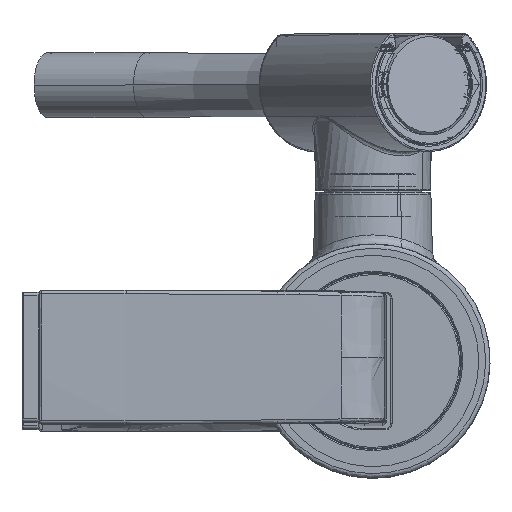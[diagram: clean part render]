
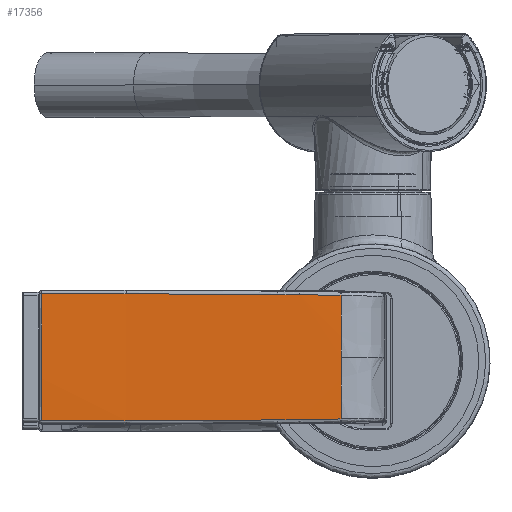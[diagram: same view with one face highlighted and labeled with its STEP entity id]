
A CAD part, top view. The second image highlights one B-rep face of the part: STEP entity #17356.
In plain terms, the highlighted cylindrical face has radius 700 mm (diameter 1400 mm), a partial arc.
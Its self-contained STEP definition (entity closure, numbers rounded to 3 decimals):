
#10361=CARTESIAN_POINT(' ',(0.5,14.621,34.847));
#10362=VERTEX_POINT(' ',#10361);
#10786=CARTESIAN_POINT(' ',(0.5,-14.621,34.847));
#10787=VERTEX_POINT(' ',#10786);
#10981=CARTESIAN_POINT(' ',(0.5,0.,-665.013));
#10986=DIRECTION(' ',(1.,0.,0.));
#10991=DIRECTION(' ',(0.,0.021,1.));
#10996=AXIS2_PLACEMENT_3D(' ',#10981,#10986,#10991);
#11001=CIRCLE('',#10996,700.013);
#11006=EDGE_CURVE(' ',#10362,#10787,#11001,.T.);
#16586=CARTESIAN_POINT(' ',(0.5,14.621,34.847));
#16591=DIRECTION(' ',(1.,0.,0.));
#16596=VECTOR(' ',#16591,1.);
#16601=LINE('',#16586,#16596);
#16606=CARTESIAN_POINT(' ',(20.,14.621,34.847));
#16607=VERTEX_POINT(' ',#16606);
#16611=EDGE_CURVE(' ',#10362,#16607,#16601,.T.);
#16736=CARTESIAN_POINT(' ',(20.,-14.621,34.847));
#16737=VERTEX_POINT(' ',#16736);
#16751=CARTESIAN_POINT(' ',(0.5,-14.621,34.847));
#16756=DIRECTION(' ',(1.,0.,0.));
#16761=VECTOR(' ',#16756,1.);
#16766=LINE('',#16751,#16761);
#16771=EDGE_CURVE(' ',#10787,#16737,#16766,.T.);
#16801=CARTESIAN_POINT(' ',(35.346,0.,-665.));
#16806=DIRECTION(' ',(-1.,0.,0.));
#16811=DIRECTION(' ',(0.,-0.021,1.));
#16816=AXIS2_PLACEMENT_3D(' ',#16801,#16806,#16811);
#16821=CYLINDRICAL_SURFACE(' ',#16816,700.);
#16826=ORIENTED_EDGE(' ',*,*,#16771,.T.);
#16831=CARTESIAN_POINT(' ',(20.,-14.621,34.847));
#16836=CARTESIAN_POINT(' ',(23.33,-14.621,34.847));
#16841=CARTESIAN_POINT(' ',(26.319,-14.613,34.847));
#16846=CARTESIAN_POINT(' ',(30.276,-14.599,34.848));
#16851=CARTESIAN_POINT(' ',(31.384,-14.593,34.848));
#16856=CARTESIAN_POINT(' ',(33.568,-14.583,34.848));
#16861=CARTESIAN_POINT(' ',(34.645,-14.577,34.848));
#16866=CARTESIAN_POINT(' ',(36.791,-14.565,34.848));
#16871=CARTESIAN_POINT(' ',(37.86,-14.558,34.849));
#16876=CARTESIAN_POINT(' ',(40.013,-14.545,34.849));
#16881=CARTESIAN_POINT(' ',(41.097,-14.538,34.849));
#16886=CARTESIAN_POINT(' ',(43.303,-14.526,34.849));
#16891=CARTESIAN_POINT(' ',(44.425,-14.519,34.849));
#16896=CARTESIAN_POINT(' ',(46.73,-14.508,34.85));
#16901=CARTESIAN_POINT(' ',(47.912,-14.503,34.85));
#16906=CARTESIAN_POINT(' ',(50.987,-14.49,34.85));
#16911=CARTESIAN_POINT(' ',(52.943,-14.483,34.85));
#16916=CARTESIAN_POINT(' ',(54.995,-14.479,34.85));
#16921=B_SPLINE_CURVE_WITH_KNOTS('',3,(#16831,#16836,#16841,#16846,#16851,#16856,#16861,#16866,#16871,#16876,#16881,#16886,#16891,#16896,#16901,#16906,#16911,#16916),.UNSPECIFIED.,.F.,.U.,(4,2,2,2,2,2,2,2,4),(0.,0.249,0.349,0.449,0.549,0.649,0.749,0.849,1.),.UNSPECIFIED.);
#16926=CARTESIAN_POINT(' ',(54.995,-14.479,34.85));
#16927=VERTEX_POINT(' ',#16926);
#16931=EDGE_CURVE(' ',#16737,#16927,#16921,.T.);
#16936=ORIENTED_EDGE(' ',*,*,#16931,.T.);
#16941=CARTESIAN_POINT(' ',(54.995,-14.479,34.85));
#16946=DIRECTION(' ',(1.,0.01,0.));
#16951=VECTOR(' ',#16946,1.);
#16956=LINE('',#16941,#16951);
#16961=CARTESIAN_POINT(' ',(60.066,-14.43,34.851));
#16962=VERTEX_POINT(' ',#16961);
#16966=EDGE_CURVE(' ',#16927,#16962,#16956,.T.);
#16971=ORIENTED_EDGE(' ',*,*,#16966,.T.);
#16976=CARTESIAN_POINT(' ',(60.066,-14.43,34.851));
#16981=CARTESIAN_POINT(' ',(63.943,-14.395,34.852));
#16986=CARTESIAN_POINT(' ',(64.85,-14.374,34.852));
#16991=CARTESIAN_POINT(' ',(68.475,-14.281,34.854));
#16996=CARTESIAN_POINT(' ',(68.902,-14.27,34.855));
#17001=CARTESIAN_POINT(' ',(69.374,-14.258,34.855));
#17006=B_SPLINE_CURVE_WITH_KNOTS('',3,(#16976,#16981,#16986,#16991,#16996,#17001),.UNSPECIFIED.,.F.,.U.,(4,2,4),(0.,0.892,1.),.UNSPECIFIED.);
#17011=CARTESIAN_POINT(' ',(69.374,-14.258,34.855));
#17012=VERTEX_POINT(' ',#17011);
#17016=EDGE_CURVE(' ',#16962,#17012,#17006,.T.);
#17021=ORIENTED_EDGE(' ',*,*,#17016,.T.);
#17026=CARTESIAN_POINT(' ',(69.374,-14.258,34.855));
#17031=DIRECTION(' ',(1.,0.026,0.001));
#17036=VECTOR(' ',#17031,1.);
#17041=LINE('',#17026,#17036);
#17046=CARTESIAN_POINT(' ',(69.669,-14.25,34.855));
#17047=VERTEX_POINT(' ',#17046);
#17051=EDGE_CURVE(' ',#17012,#17047,#17041,.T.);
#17056=ORIENTED_EDGE(' ',*,*,#17051,.T.);
#17061=CARTESIAN_POINT(' ',(69.669,0.,-665.009));
#17066=DIRECTION(' ',(1.,0.,0.));
#17071=DIRECTION(' ',(0.,0.,1.));
#17076=AXIS2_PLACEMENT_3D(' ',#17061,#17066,#17071);
#17081=CIRCLE('',#17076,700.009);
#17086=CARTESIAN_POINT(' ',(69.669,0.,35.));
#17087=VERTEX_POINT(' ',#17086);
#17091=EDGE_CURVE(' ',#17087,#17047,#17081,.T.);
#17096=ORIENTED_EDGE(' ',*,*,#17091,.F.);
#17101=CARTESIAN_POINT(' ',(69.669,0.,-665.006));
#17106=DIRECTION(' ',(-1.,0.,0.));
#17111=DIRECTION(' ',(0.,0.,1.));
#17116=AXIS2_PLACEMENT_3D(' ',#17101,#17106,#17111);
#17121=CIRCLE('',#17116,700.006);
#17126=CARTESIAN_POINT(' ',(69.669,14.25,34.855));
#17127=VERTEX_POINT(' ',#17126);
#17131=EDGE_CURVE(' ',#17087,#17127,#17121,.T.);
#17136=ORIENTED_EDGE(' ',*,*,#17131,.T.);
#17141=CARTESIAN_POINT(' ',(69.373,14.258,34.855));
#17146=DIRECTION(' ',(1.,-0.026,0.001));
#17151=VECTOR(' ',#17146,1.);
#17156=LINE('',#17141,#17151);
#17161=CARTESIAN_POINT(' ',(69.373,14.258,34.855));
#17162=VERTEX_POINT(' ',#17161);
#17166=EDGE_CURVE(' ',#17162,#17127,#17156,.T.);
#17171=ORIENTED_EDGE(' ',*,*,#17166,.F.);
#17176=CARTESIAN_POINT(' ',(60.067,14.43,34.851));
#17181=CARTESIAN_POINT(' ',(61.983,14.413,34.852));
#17186=CARTESIAN_POINT(' ',(63.9,14.391,34.852));
#17191=CARTESIAN_POINT(' ',(66.119,14.341,34.853));
#17196=CARTESIAN_POINT(' ',(66.428,14.333,34.853));
#17201=CARTESIAN_POINT(' ',(67.048,14.318,34.854));
#17206=CARTESIAN_POINT(' ',(67.358,14.31,34.854));
#17211=CARTESIAN_POINT(' ',(68.234,14.287,34.854));
#17216=CARTESIAN_POINT(' ',(68.801,14.273,34.854));
#17221=CARTESIAN_POINT(' ',(69.373,14.258,34.855));
#17226=B_SPLINE_CURVE_WITH_KNOTS('',3,(#17176,#17181,#17186,#17191,#17196,#17201,#17206,#17211,#17216,#17221),.UNSPECIFIED.,.F.,.U.,(4,2,2,2,4),(0.,0.619,0.719,0.819,1.),.UNSPECIFIED.);
#17231=CARTESIAN_POINT(' ',(60.067,14.43,34.851));
#17232=VERTEX_POINT(' ',#17231);
#17236=EDGE_CURVE(' ',#17232,#17162,#17226,.T.);
#17241=ORIENTED_EDGE(' ',*,*,#17236,.F.);
#17246=CARTESIAN_POINT(' ',(54.996,14.479,34.85));
#17251=DIRECTION(' ',(1.,-0.01,0.));
#17256=VECTOR(' ',#17251,1.);
#17261=LINE('',#17246,#17256);
#17266=CARTESIAN_POINT(' ',(54.996,14.479,34.85));
#17267=VERTEX_POINT(' ',#17266);
#17271=EDGE_CURVE(' ',#17267,#17232,#17261,.T.);
#17276=ORIENTED_EDGE(' ',*,*,#17271,.F.);
#17281=CARTESIAN_POINT(' ',(20.,14.621,34.847));
#17286=CARTESIAN_POINT(' ',(21.166,14.62,34.847));
#17291=CARTESIAN_POINT(' ',(22.333,14.619,34.847));
#17296=CARTESIAN_POINT(' ',(28.514,14.61,34.848));
#17301=CARTESIAN_POINT(' ',(33.529,14.584,34.848));
#17306=CARTESIAN_POINT(' ',(44.027,14.524,34.849));
#17311=CARTESIAN_POINT(' ',(49.465,14.491,34.85));
#17316=CARTESIAN_POINT(' ',(54.996,14.479,34.85));
#17321=B_SPLINE_CURVE_WITH_KNOTS('',3,(#17281,#17286,#17291,#17296,#17301,#17306,#17311,#17316),.UNSPECIFIED.,.F.,.U.,(4,2,2,4),(0.,0.1,0.53,1.),.UNSPECIFIED.);
#17326=EDGE_CURVE(' ',#16607,#17267,#17321,.T.);
#17331=ORIENTED_EDGE(' ',*,*,#17326,.F.);
#17336=ORIENTED_EDGE(' ',*,*,#16611,.F.);
#17341=ORIENTED_EDGE(' ',*,*,#11006,.T.);
#17346=EDGE_LOOP(' ',(#16826,#16936,#16971,#17021,#17056,#17096,#17136,#17171,#17241,#17276,#17331,#17336,#17341));
#17351=FACE_OUTER_BOUND(' ',#17346,.T.);
#17356=ADVANCED_FACE('',(#17351),#16821,.T.);
